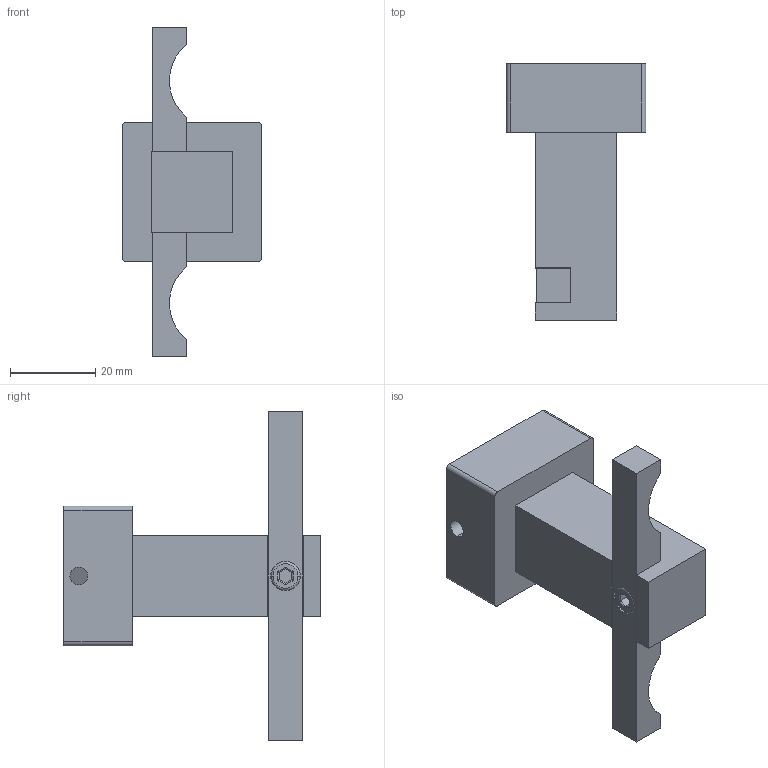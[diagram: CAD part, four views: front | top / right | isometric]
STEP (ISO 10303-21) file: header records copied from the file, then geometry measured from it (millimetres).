
FILE_DESCRIPTION (( 'STEP AP203' ), '1' );
FILE_NAME ('1582畟像.STEP', '2016-07-20T00:46:17', ( '迾輿躂瑞' ), ( 'WwW.YlmF.CoM' ), 'SwSTEP 2.0', 'SolidWorks 2012', '' );
FILE_SCHEMA (( 'CONFIG_CONTROL_DESIGN' ));
Length unit declared in the file: millimetre
Products named in the file (6): 15假蚾え; 15釱; 囀鞠褒蹟佪M4X8; 15畟像芛; 1582畟像; 15畟像
Assembly tree (5 placements, depth 2):
  1582畟像
    15假蚾え
    15釱
    囀鞠褒蹟佪M4X8
    15畟像芛
    15畟像
Bounding box: 32.7 x 60 x 77 mm (x, y, z)
Volume: 21950.7 mm3; surface area: 16601.5 mm2
Topology: 5 solids, 5 shells, 159 faces, 418 edges, 270 vertices
Faces by surface type: cylinder 75, plane 70, cone 8, torus 4, bspline 2
Entity records: 6322 total; most frequent: CARTESIAN_POINT 1767, ORIENTED_EDGE 832, DIRECTION 822, EDGE_CURVE 416, AXIS2_PLACEMENT_3D 292, VERTEX_POINT 270, VECTOR 238, LINE 238
